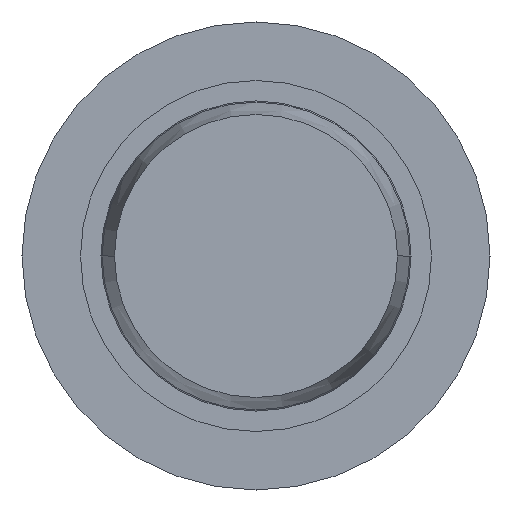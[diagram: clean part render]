
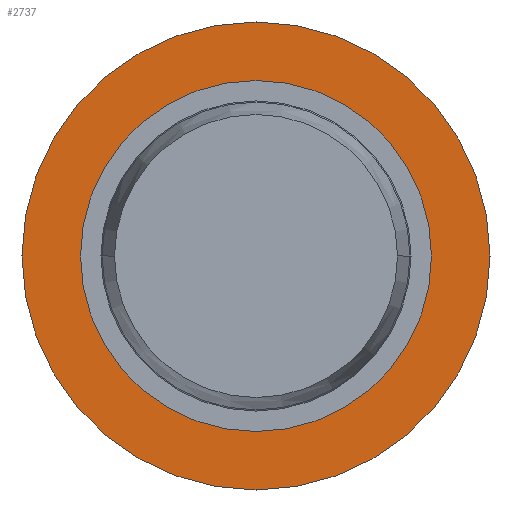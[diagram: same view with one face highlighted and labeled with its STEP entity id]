
A CAD part, front view. The second image highlights one B-rep face of the part: STEP entity #2737.
In plain terms, the highlighted planar face has unit normal (0, -1, 0).
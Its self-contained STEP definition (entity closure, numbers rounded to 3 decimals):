
#37 = CARTESIAN_POINT ( 'NONE',  ( 0., 5.3, 0. ) ) ;
#51 = CARTESIAN_POINT ( 'NONE',  ( 0., 5.3, 0. ) ) ;
#152 = DIRECTION ( 'NONE',  ( 0., -1., 0. ) ) ;
#154 = AXIS2_PLACEMENT_3D ( 'NONE', #3754, #1987, #3764 ) ;
#204 = AXIS2_PLACEMENT_3D ( 'NONE', #51, #1076, #4201 ) ;
#281 = DIRECTION ( 'NONE',  ( 0., -1., 0. ) ) ;
#331 = AXIS2_PLACEMENT_3D ( 'NONE', #1162, #152, #806 ) ;
#369 = VERTEX_POINT ( 'NONE', #2577 ) ;
#806 = DIRECTION ( 'NONE',  ( 0., 0., -1. ) ) ;
#972 = VERTEX_POINT ( 'NONE', #2019 ) ;
#1076 = DIRECTION ( 'NONE',  ( 0., -1., 0. ) ) ;
#1092 = EDGE_CURVE ( 'Defeature ausgef�hrt1_15+Defeature ausgef�hrt1_14+Defeature ausgef�hrt1_14+Defeature ausgef�hrt1_14', #369, #3485, #4478, .T. ) ;
#1162 = CARTESIAN_POINT ( 'NONE',  ( 0., 5.3, 0. ) ) ;
#1236 = EDGE_CURVE ( 'Defeature ausgef�hrt1_15+Defeature ausgef�hrt1_14+Defeature ausgef�hrt1_14+Defeature ausgef�hrt1_14', #3485, #369, #1772, .T. ) ;
#1245 = DIRECTION ( 'NONE',  ( 0., 0., -1. ) ) ;
#1333 = PLANE ( 'NONE',  #154 ) ;
#1382 = EDGE_LOOP ( 'NONE', ( #4129, #1620 ) ) ;
#1620 = ORIENTED_EDGE ( 'NONE', *, *, #1092, .T. ) ;
#1772 = CIRCLE ( 'NONE', #331, 2. ) ;
#1887 = CARTESIAN_POINT ( 'NONE',  ( 0., 5.3, 0.9 ) ) ;
#1987 = DIRECTION ( 'NONE',  ( 0., -1., 0. ) ) ;
#2019 = CARTESIAN_POINT ( 'NONE',  ( 0., 5.3, -0.9 ) ) ;
#2424 = DIRECTION ( 'NONE',  ( 0., -1., 0. ) ) ;
#2453 = DIRECTION ( 'NONE',  ( 0., 0., -1. ) ) ;
#2577 = CARTESIAN_POINT ( 'NONE',  ( 0., 5.3, 2. ) ) ;
#2675 = AXIS2_PLACEMENT_3D ( 'NONE', #3322, #281, #1245 ) ;
#2708 = CIRCLE ( 'NONE', #2755, 0.9 ) ;
#2737 = ADVANCED_FACE ( 'Defeature ausgef�hrt1_15', ( #3853, #3299 ), #1333, .T. ) ;
#2755 = AXIS2_PLACEMENT_3D ( 'NONE', #37, #2424, #2453 ) ;
#2765 = EDGE_CURVE ( 'Defeature ausgef�hrt1_16+Defeature ausgef�hrt1_15+Defeature ausgef�hrt1_15+Defeature ausgef�hrt1_15', #3949, #972, #2708, .T. ) ;
#3299 = FACE_BOUND ( 'NONE', #3328, .T. ) ;
#3322 = CARTESIAN_POINT ( 'NONE',  ( 0., 5.3, 0. ) ) ;
#3328 = EDGE_LOOP ( 'NONE', ( #4232, #3992 ) ) ;
#3447 = EDGE_CURVE ( 'Defeature ausgef�hrt1_16+Defeature ausgef�hrt1_15+Defeature ausgef�hrt1_15+Defeature ausgef�hrt1_15', #972, #3949, #3750, .T. ) ;
#3485 = VERTEX_POINT ( 'NONE', #4034 ) ;
#3750 = CIRCLE ( 'NONE', #2675, 0.9 ) ;
#3754 = CARTESIAN_POINT ( 'NONE',  ( 2., 5.3, 0. ) ) ;
#3764 = DIRECTION ( 'NONE',  ( 0., 0., -1. ) ) ;
#3853 = FACE_OUTER_BOUND ( 'NONE', #1382, .T. ) ;
#3949 = VERTEX_POINT ( 'NONE', #1887 ) ;
#3992 = ORIENTED_EDGE ( 'NONE', *, *, #2765, .F. ) ;
#4034 = CARTESIAN_POINT ( 'NONE',  ( 0., 5.3, -2. ) ) ;
#4129 = ORIENTED_EDGE ( 'NONE', *, *, #1236, .T. ) ;
#4201 = DIRECTION ( 'NONE',  ( 0., 0., -1. ) ) ;
#4232 = ORIENTED_EDGE ( 'NONE', *, *, #3447, .F. ) ;
#4478 = CIRCLE ( 'NONE', #204, 2. ) ;
